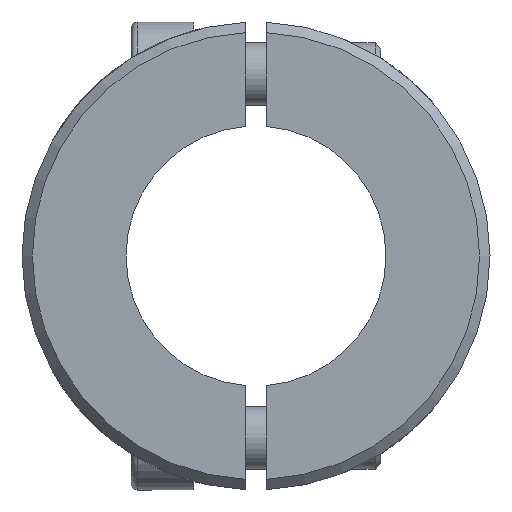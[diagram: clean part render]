
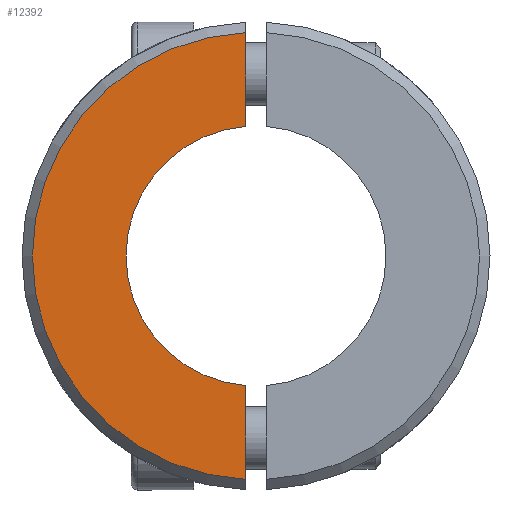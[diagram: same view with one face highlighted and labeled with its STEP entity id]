
A CAD part, left-side view. The second image highlights one B-rep face of the part: STEP entity #12392.
In plain terms, the highlighted planar face has unit normal (-1, 0, 0).
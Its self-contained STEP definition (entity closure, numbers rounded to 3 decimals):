
#178 = VERTEX_POINT ( 'NONE', #10004 ) ;
#398 = VERTEX_POINT ( 'NONE', #9931 ) ;
#450 = DIRECTION ( 'NONE',  ( 0., 0., 1. ) ) ;
#1619 = CARTESIAN_POINT ( 'NONE',  ( -37.5, 12.5, 0. ) ) ;
#1916 = AXIS2_PLACEMENT_3D ( 'NONE', #1619, #8182, #6992 ) ;
#1924 = CARTESIAN_POINT ( 'NONE',  ( -37.5, 1., -22.5 ) ) ;
#2869 = LINE ( 'NONE', #7126, #3423 ) ;
#2928 = ORIENTED_EDGE ( 'NONE', *, *, #11499, .T. ) ;
#3041 = AXIS2_PLACEMENT_3D ( 'NONE', #8555, #3133, #5396 ) ;
#3133 = DIRECTION ( 'NONE',  ( -1., 0., 0. ) ) ;
#3423 = VECTOR ( 'NONE', #450, 1000. ) ;
#3497 = EDGE_CURVE ( 'NONE', #9082, #398, #11451, .T. ) ;
#4118 = CARTESIAN_POINT ( 'NONE',  ( -37.5, 0., 0. ) ) ;
#4974 = VERTEX_POINT ( 'NONE', #12179 ) ;
#5396 = DIRECTION ( 'NONE',  ( 0., 0., 1. ) ) ;
#5490 = ORIENTED_EDGE ( 'NONE', *, *, #3497, .F. ) ;
#5612 = ORIENTED_EDGE ( 'NONE', *, *, #9670, .T. ) ;
#5697 = EDGE_LOOP ( 'NONE', ( #2928, #12782, #5612, #5490 ) ) ;
#6185 = DIRECTION ( 'NONE',  ( 0., 0., 1. ) ) ;
#6276 = DIRECTION ( 'NONE',  ( -1., 0., 0. ) ) ;
#6992 = DIRECTION ( 'NONE',  ( 0., 0., -1. ) ) ;
#7040 = AXIS2_PLACEMENT_3D ( 'NONE', #4118, #6276, #7383 ) ;
#7068 = FACE_OUTER_BOUND ( 'NONE', #5697, .T. ) ;
#7126 = CARTESIAN_POINT ( 'NONE',  ( -37.5, 1., -17.5 ) ) ;
#7383 = DIRECTION ( 'NONE',  ( 0., 0., -1. ) ) ;
#8182 = DIRECTION ( 'NONE',  ( 1., 0., 0. ) ) ;
#8519 = EDGE_CURVE ( 'NONE', #178, #4974, #9471, .T. ) ;
#8555 = CARTESIAN_POINT ( 'NONE',  ( -37.5, 0., 0. ) ) ;
#9082 = VERTEX_POINT ( 'NONE', #10149 ) ;
#9471 = CIRCLE ( 'NONE', #7040, 21.5 ) ;
#9670 = EDGE_CURVE ( 'NONE', #4974, #398, #11446, .T. ) ;
#9791 = VECTOR ( 'NONE', #6185, 1000. ) ;
#9931 = CARTESIAN_POINT ( 'NONE',  ( -37.5, 1., -12.46 ) ) ;
#10004 = CARTESIAN_POINT ( 'NONE',  ( -37.5, 1., 21.477 ) ) ;
#10149 = CARTESIAN_POINT ( 'NONE',  ( -37.5, 1., 12.46 ) ) ;
#11446 = LINE ( 'NONE', #1924, #9791 ) ;
#11451 = CIRCLE ( 'NONE', #3041, 12.5 ) ;
#11499 = EDGE_CURVE ( 'NONE', #9082, #178, #2869, .T. ) ;
#12179 = CARTESIAN_POINT ( 'NONE',  ( -37.5, 1., -21.477 ) ) ;
#12256 = PLANE ( 'NONE',  #1916 ) ;
#12392 = ADVANCED_FACE ( 'NONE', ( #7068 ), #12256, .F. ) ;
#12782 = ORIENTED_EDGE ( 'NONE', *, *, #8519, .T. ) ;
